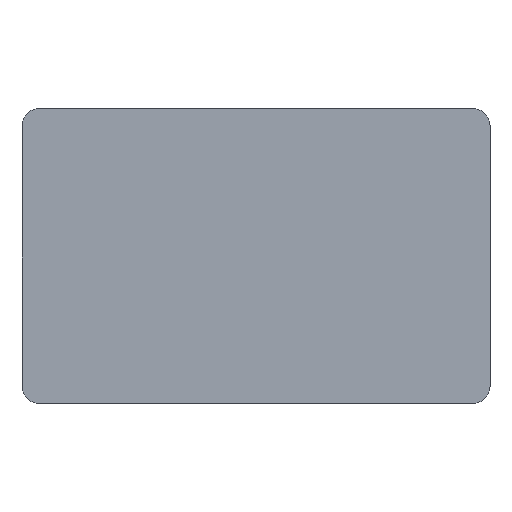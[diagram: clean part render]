
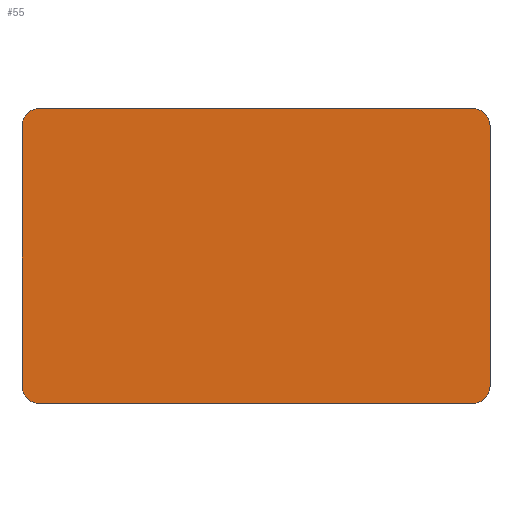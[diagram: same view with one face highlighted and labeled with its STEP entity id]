
A CAD part, top view. The second image highlights one B-rep face of the part: STEP entity #55.
In plain terms, the highlighted planar face has unit normal (0, 0, 1).
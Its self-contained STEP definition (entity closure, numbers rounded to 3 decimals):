
#55=ADVANCED_FACE('',(#75),#76,.T.);
#75=FACE_OUTER_BOUND('',#95,.T.);
#76=PLANE('',#96);
#95=EDGE_LOOP('',(#164,#165,#166,#167,#168,#169,#170,#171));
#96=AXIS2_PLACEMENT_3D('',#172,#173,#174);
#164=ORIENTED_EDGE('',*,*,#198,.T.);
#165=ORIENTED_EDGE('',*,*,#196,.T.);
#166=ORIENTED_EDGE('',*,*,#194,.T.);
#167=ORIENTED_EDGE('',*,*,#192,.T.);
#168=ORIENTED_EDGE('',*,*,#190,.T.);
#169=ORIENTED_EDGE('',*,*,#188,.T.);
#170=ORIENTED_EDGE('',*,*,#186,.T.);
#171=ORIENTED_EDGE('',*,*,#184,.T.);
#172=CARTESIAN_POINT('',(0.0,0.0,0.76));
#173=DIRECTION('',(0.0,0.0,1.0));
#174=DIRECTION('',(1.0,-0.0,0.0));
#184=EDGE_CURVE('',#217,#215,#218,.T.);
#186=EDGE_CURVE('',#220,#217,#221,.T.);
#188=EDGE_CURVE('',#223,#220,#224,.T.);
#190=EDGE_CURVE('',#226,#223,#227,.T.);
#192=EDGE_CURVE('',#229,#226,#230,.T.);
#194=EDGE_CURVE('',#232,#229,#233,.T.);
#196=EDGE_CURVE('',#235,#232,#236,.T.);
#198=EDGE_CURVE('',#215,#235,#238,.T.);
#215=VERTEX_POINT('',#259);
#217=VERTEX_POINT('',#262);
#218=CIRCLE('',#263,3.18);
#220=VERTEX_POINT('',#266);
#221=LINE('',#267,#268);
#223=VERTEX_POINT('',#271);
#224=CIRCLE('',#272,3.18);
#226=VERTEX_POINT('',#275);
#227=LINE('',#276,#277);
#229=VERTEX_POINT('',#280);
#230=CIRCLE('',#281,3.18);
#232=VERTEX_POINT('',#284);
#233=LINE('',#285,#286);
#235=VERTEX_POINT('',#289);
#236=CIRCLE('',#290,3.18);
#238=LINE('',#293,#294);
#259=CARTESIAN_POINT('',(42.843,-23.845,0.76));
#262=CARTESIAN_POINT('',(39.663,-27.025,0.76));
#263=AXIS2_PLACEMENT_3D('',#312,#313,#314);
#266=CARTESIAN_POINT('',(-39.663,-27.025,0.76));
#267=CARTESIAN_POINT('',(-39.663,-27.025,0.76));
#268=VECTOR('',#316,79.325);
#271=CARTESIAN_POINT('',(-42.843,-23.845,0.76));
#272=AXIS2_PLACEMENT_3D('',#318,#319,#320);
#275=CARTESIAN_POINT('',(-42.843,23.845,0.76));
#276=CARTESIAN_POINT('',(-42.843,23.845,0.76));
#277=VECTOR('',#322,47.69);
#280=CARTESIAN_POINT('',(-39.663,27.025,0.76));
#281=AXIS2_PLACEMENT_3D('',#324,#325,#326);
#284=CARTESIAN_POINT('',(39.663,27.025,0.76));
#285=CARTESIAN_POINT('',(39.663,27.025,0.76));
#286=VECTOR('',#328,79.325);
#289=CARTESIAN_POINT('',(42.843,23.845,0.76));
#290=AXIS2_PLACEMENT_3D('',#330,#331,#332);
#293=CARTESIAN_POINT('',(42.843,-23.845,0.76));
#294=VECTOR('',#334,47.69);
#312=CARTESIAN_POINT('',(39.663,-23.845,0.76));
#313=DIRECTION('',(0.0,0.0,1.0));
#314=DIRECTION('',(0.0,-1.0,0.0));
#316=DIRECTION('',(1.0,0.0,0.0));
#318=CARTESIAN_POINT('',(-39.663,-23.845,0.76));
#319=DIRECTION('',(0.0,0.0,1.0));
#320=DIRECTION('',(-1.0,0.0,0.0));
#322=DIRECTION('',(0.0,-1.0,0.0));
#324=CARTESIAN_POINT('',(-39.663,23.845,0.76));
#325=DIRECTION('',(0.0,-0.0,1.0));
#326=DIRECTION('',(0.0,1.0,0.0));
#328=DIRECTION('',(-1.0,0.0,0.0));
#330=CARTESIAN_POINT('',(39.663,23.845,0.76));
#331=DIRECTION('',(0.0,0.0,1.0));
#332=DIRECTION('',(1.0,0.0,0.0));
#334=DIRECTION('',(0.0,1.0,0.0));
